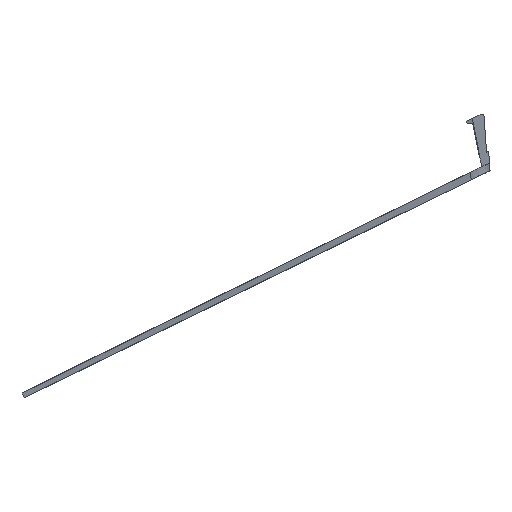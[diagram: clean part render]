
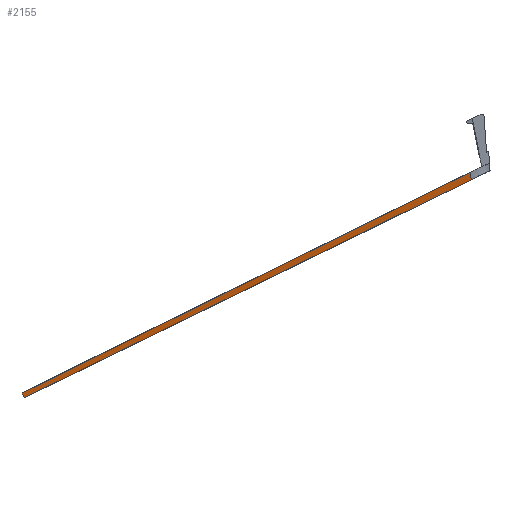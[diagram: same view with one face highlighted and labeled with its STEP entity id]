
A CAD part, left-side view. The second image highlights one B-rep face of the part: STEP entity #2155.
In plain terms, the highlighted planar face has unit normal (-0.923, -0.169, -0.346).
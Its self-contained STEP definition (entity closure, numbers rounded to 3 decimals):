
#210=CARTESIAN_POINT('',(-142.831,12.29,-31.165));
#212=DIRECTION('',(0.002,0.897,-0.442));
#213=VECTOR('',#212,93.919);
#214=CARTESIAN_POINT('',(-142.831,12.29,-31.165));
#215=LINE('',#214,#213);
#646=DIRECTION('',(0.362,-0.073,-0.929));
#647=VECTOR('',#646,1.547);
#648=CARTESIAN_POINT('',(-142.831,12.29,-31.165));
#649=LINE('',#648,#647);
#650=DIRECTION('',(0.,0.899,-0.438));
#651=VECTOR('',#650,93.389);
#652=CARTESIAN_POINT('',(-142.272,12.178,-32.603));
#653=LINE('',#652,#651);
#662=DIRECTION('',(0.385,-0.405,-0.83));
#663=VECTOR('',#662,1.083);
#664=CARTESIAN_POINT('',(-142.689,96.554,-72.643));
#665=LINE('',#664,#663);
#1227=CARTESIAN_POINT('',(-142.272,96.115,
-73.542));
#1228=VERTEX_POINT('',#1227);
#1229=CARTESIAN_POINT('',(-142.272,12.178,
-32.603));
#1230=VERTEX_POINT('',#1229);
#1304=VERTEX_POINT('',#210);
#1305=CARTESIAN_POINT('',(-142.689,96.554,
-72.643));
#1306=VERTEX_POINT('',#1305);
#2143=CARTESIAN_POINT('',(-142.835,96.707,-72.329));
#2144=DIRECTION('',(-0.923,-0.169,-0.346));
#2145=DIRECTION('',(0.385,-0.405,-0.83));
#2146=AXIS2_PLACEMENT_3D('',#2143,#2144,#2145);
#2147=PLANE('',#2146);
#2149=ORIENTED_EDGE('',*,*,#2148,.F.);
#2150=ORIENTED_EDGE('',*,*,#1680,.F.);
#2151=ORIENTED_EDGE('',*,*,#2134,.T.);
#2152=ORIENTED_EDGE('',*,*,#1524,.T.);
#2153=EDGE_LOOP('',(#2149,#2150,#2151,#2152));
#2154=FACE_OUTER_BOUND('',#2153,.F.);
#2155=ADVANCED_FACE('',(#2154),#2147,.T.);
#1524=EDGE_CURVE('',#1230,#1228,#653,.T.);
#1680=EDGE_CURVE('',#1304,#1306,#215,.T.);
#2134=EDGE_CURVE('',#1304,#1230,#649,.T.);
#2148=EDGE_CURVE('',#1306,#1228,#665,.T.);
